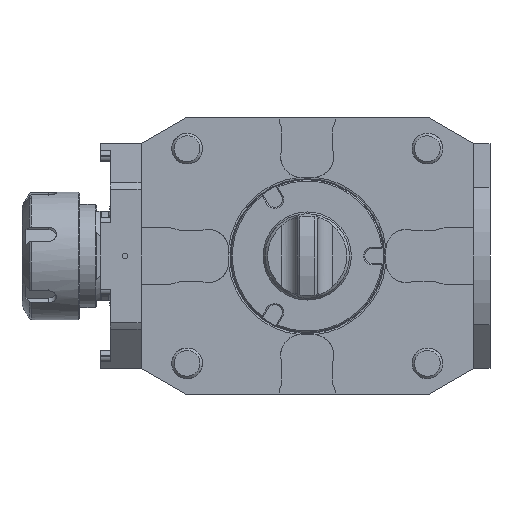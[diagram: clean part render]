
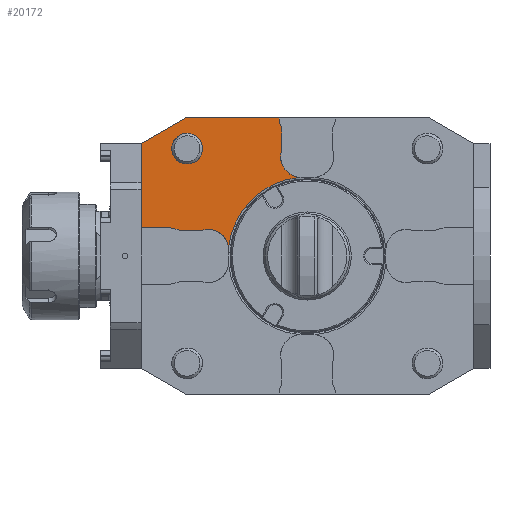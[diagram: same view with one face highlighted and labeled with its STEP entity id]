
A CAD part, front view. The second image highlights one B-rep face of the part: STEP entity #20172.
In plain terms, the highlighted planar face has unit normal (0, -1, 0).
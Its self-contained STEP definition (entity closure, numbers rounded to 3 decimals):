
#263 = PLANE ( 'NONE',  #6045 ) ;
#811 = LINE ( 'NONE', #14842, #11392 ) ;
#1190 = AXIS2_PLACEMENT_3D ( 'NONE', #25481, #8443, #35514 ) ;
#4956 = CIRCLE ( 'NONE', #15666, 8. ) ;
#5032 = CARTESIAN_POINT ( 'NONE',  ( -10., 43., 41.248 ) ) ;
#6045 = AXIS2_PLACEMENT_3D ( 'NONE', #40909, #31336, #21135 ) ;
#7493 = VECTOR ( 'NONE', #10962, 1000. ) ;
#7644 = CARTESIAN_POINT ( 'NONE',  ( -47., 43., 42. ) ) ;
#7992 = CARTESIAN_POINT ( 'NONE',  ( -54., 43., 11. ) ) ;
#8202 = LINE ( 'NONE', #7992, #14221 ) ;
#8327 = VERTEX_POINT ( 'NONE', #14082 ) ;
#8386 = CIRCLE ( 'NONE', #42402, 30.949 ) ;
#8443 = DIRECTION ( 'NONE',  ( 0., -1., 0. ) ) ;
#8540 = EDGE_CURVE ( 'NONE', #28431, #8327, #8386, .T. ) ;
#9356 = CARTESIAN_POINT ( 'NONE',  ( -30.787, 43., 3.166 ) ) ;
#9404 = ORIENTED_EDGE ( 'NONE', *, *, #13917, .F. ) ;
#10036 = VECTOR ( 'NONE', #38477, 1000. ) ;
#10223 = DIRECTION ( 'NONE',  ( 0., -1., 0. ) ) ;
#10349 = EDGE_CURVE ( 'NONE', #31797, #17600, #38031, .T. ) ;
#10372 = EDGE_LOOP ( 'NONE', ( #26903 ) ) ;
#10962 = DIRECTION ( 'NONE',  ( -1., 0., 0. ) ) ;
#11089 = ORIENTED_EDGE ( 'NONE', *, *, #27979, .F. ) ;
#11240 = CIRCLE ( 'NONE', #22541, 6. ) ;
#11392 = VECTOR ( 'NONE', #14414, 1000. ) ;
#11404 = LINE ( 'NONE', #38460, #34882 ) ;
#13917 = EDGE_CURVE ( 'NONE', #21694, #17600, #8202, .T. ) ;
#14082 = CARTESIAN_POINT ( 'NONE',  ( -3.166, 43., 30.787 ) ) ;
#14085 = ORIENTED_EDGE ( 'NONE', *, *, #8540, .T. ) ;
#14086 = FACE_OUTER_BOUND ( 'NONE', #30249, .T. ) ;
#14100 = AXIS2_PLACEMENT_3D ( 'NONE', #37705, #21484, #17977 ) ;
#14117 = DIRECTION ( 'NONE',  ( 0., 0., 1. ) ) ;
#14221 = VECTOR ( 'NONE', #25241, 1000. ) ;
#14245 = CARTESIAN_POINT ( 'NONE',  ( -65., 43., 11. ) ) ;
#14414 = DIRECTION ( 'NONE',  ( 1., 0., 0. ) ) ;
#14842 = CARTESIAN_POINT ( 'NONE',  ( -65., 43., 54. ) ) ;
#15157 = CARTESIAN_POINT ( 'NONE',  ( -47.679, 43., 54. ) ) ;
#15666 = AXIS2_PLACEMENT_3D ( 'NONE', #27017, #10223, #37265 ) ;
#16515 = ORIENTED_EDGE ( 'NONE', *, *, #42286, .F. ) ;
#17450 = AXIS2_PLACEMENT_3D ( 'NONE', #27742, #24614, #37530 ) ;
#17600 = VERTEX_POINT ( 'NONE', #14245 ) ;
#17651 = CARTESIAN_POINT ( 'NONE',  ( -65., 43., 54. ) ) ;
#17977 = DIRECTION ( 'NONE',  ( 0., 0., 1. ) ) ;
#18280 = DIRECTION ( 'NONE',  ( 0., 0., 1. ) ) ;
#19625 = VECTOR ( 'NONE', #19635, 1000. ) ;
#19635 = DIRECTION ( 'NONE',  ( 0., 0., 1. ) ) ;
#20172 = ADVANCED_FACE ( 'Defeature completata1_21', ( #20913, #14086 ), #263, .F. ) ;
#20230 = EDGE_CURVE ( 'NONE', #40637, #27595, #41358, .T. ) ;
#20913 = FACE_BOUND ( 'NONE', #10372, .T. ) ;
#21135 = DIRECTION ( 'NONE',  ( 0., 0., 1. ) ) ;
#21484 = DIRECTION ( 'NONE',  ( 0., 1., 0. ) ) ;
#21694 = VERTEX_POINT ( 'NONE', #26510 ) ;
#22067 = EDGE_CURVE ( 'NONE', #21694, #27595, #31570, .T. ) ;
#22541 = AXIS2_PLACEMENT_3D ( 'NONE', #7644, #24691, #14117 ) ;
#22952 = VERTEX_POINT ( 'NONE', #35484 ) ;
#23076 = CARTESIAN_POINT ( 'NONE',  ( -11., 43., 54. ) ) ;
#24614 = DIRECTION ( 'NONE',  ( 0., 1., 0. ) ) ;
#24691 = DIRECTION ( 'NONE',  ( 0., 1., 0. ) ) ;
#25199 = LINE ( 'NONE', #5032, #19625 ) ;
#25241 = DIRECTION ( 'NONE',  ( -1., 0., 0. ) ) ;
#25481 = CARTESIAN_POINT ( 'NONE',  ( -2.4, 43., 38.75 ) ) ;
#26510 = CARTESIAN_POINT ( 'NONE',  ( -54., 43., 11. ) ) ;
#26903 = ORIENTED_EDGE ( 'NONE', *, *, #30944, .T. ) ;
#27017 = CARTESIAN_POINT ( 'NONE',  ( -3., 43., 54. ) ) ;
#27132 = CARTESIAN_POINT ( 'NONE',  ( -65., 43., 44. ) ) ;
#27595 = VERTEX_POINT ( 'NONE', #38439 ) ;
#27742 = CARTESIAN_POINT ( 'NONE',  ( -54., 43., 3. ) ) ;
#27979 = EDGE_CURVE ( 'NONE', #39922, #28443, #811, .T. ) ;
#27989 = ORIENTED_EDGE ( 'NONE', *, *, #36851, .T. ) ;
#28431 = VERTEX_POINT ( 'NONE', #9356 ) ;
#28443 = VERTEX_POINT ( 'NONE', #23076 ) ;
#29999 = CARTESIAN_POINT ( 'NONE',  ( -47., 43., 48. ) ) ;
#30249 = EDGE_LOOP ( 'NONE', ( #11089, #27989, #39904, #9404, #37002, #39183, #34376, #14085, #16515, #35765, #33647 ) ) ;
#30481 = CARTESIAN_POINT ( 'NONE',  ( -10., 43., 50.127 ) ) ;
#30944 = EDGE_CURVE ( 'NONE', #39576, #39576, #11240, .T. ) ;
#31336 = DIRECTION ( 'NONE',  ( 0., 1., 0. ) ) ;
#31548 = CARTESIAN_POINT ( 'NONE',  ( -41.248, 43., 10. ) ) ;
#31570 = CIRCLE ( 'NONE', #17450, 8. ) ;
#31774 = CARTESIAN_POINT ( 'NONE',  ( 0., 43., 0. ) ) ;
#31797 = VERTEX_POINT ( 'NONE', #27132 ) ;
#33647 = ORIENTED_EDGE ( 'NONE', *, *, #35097, .F. ) ;
#34376 = ORIENTED_EDGE ( 'NONE', *, *, #43213, .T. ) ;
#34882 = VECTOR ( 'NONE', #35124, 1000. ) ;
#35097 = EDGE_CURVE ( 'NONE', #28443, #43090, #4956, .T. ) ;
#35124 = DIRECTION ( 'NONE',  ( -0.866, 0., -0.5 ) ) ;
#35484 = CARTESIAN_POINT ( 'NONE',  ( -10., 43., 41.248 ) ) ;
#35514 = DIRECTION ( 'NONE',  ( 0., 0., -1. ) ) ;
#35765 = ORIENTED_EDGE ( 'NONE', *, *, #41512, .T. ) ;
#35869 = CARTESIAN_POINT ( 'NONE',  ( -41.248, 43., 10. ) ) ;
#36851 = EDGE_CURVE ( 'NONE', #39922, #31797, #11404, .T. ) ;
#37002 = ORIENTED_EDGE ( 'NONE', *, *, #22067, .T. ) ;
#37265 = DIRECTION ( 'NONE',  ( 0., 0., -1. ) ) ;
#37530 = DIRECTION ( 'NONE',  ( 0., 0., 1. ) ) ;
#37705 = CARTESIAN_POINT ( 'NONE',  ( -38.75, 43., 2.4 ) ) ;
#38031 = LINE ( 'NONE', #17651, #10036 ) ;
#38439 = CARTESIAN_POINT ( 'NONE',  ( -50.127, 43., 10. ) ) ;
#38460 = CARTESIAN_POINT ( 'NONE',  ( 63.997, 43., 118.477 ) ) ;
#38477 = DIRECTION ( 'NONE',  ( 0., 0., -1. ) ) ;
#38679 = DIRECTION ( 'NONE',  ( 0., 1., 0. ) ) ;
#39183 = ORIENTED_EDGE ( 'NONE', *, *, #20230, .F. ) ;
#39576 = VERTEX_POINT ( 'NONE', #29999 ) ;
#39904 = ORIENTED_EDGE ( 'NONE', *, *, #10349, .T. ) ;
#39922 = VERTEX_POINT ( 'NONE', #15157 ) ;
#40637 = VERTEX_POINT ( 'NONE', #35869 ) ;
#40909 = CARTESIAN_POINT ( 'NONE',  ( 132.4, 43., 0. ) ) ;
#40988 = CIRCLE ( 'NONE', #14100, 8. ) ;
#41358 = LINE ( 'NONE', #31548, #7493 ) ;
#41512 = EDGE_CURVE ( 'NONE', #22952, #43090, #25199, .T. ) ;
#41649 = CIRCLE ( 'NONE', #1190, 8. ) ;
#42286 = EDGE_CURVE ( 'NONE', #22952, #8327, #41649, .T. ) ;
#42402 = AXIS2_PLACEMENT_3D ( 'NONE', #31774, #38679, #18280 ) ;
#43090 = VERTEX_POINT ( 'NONE', #30481 ) ;
#43213 = EDGE_CURVE ( 'NONE', #40637, #28431, #40988, .T. ) ;
